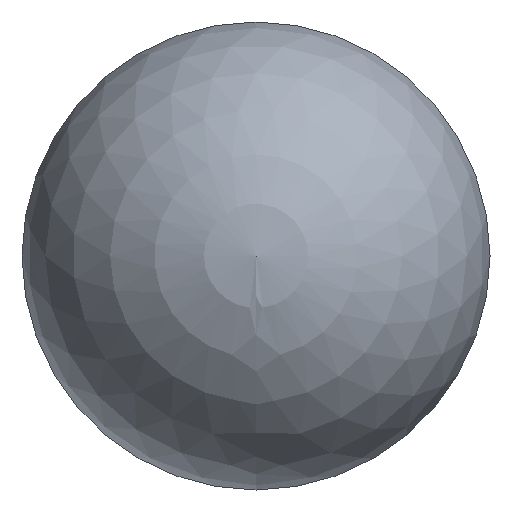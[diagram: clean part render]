
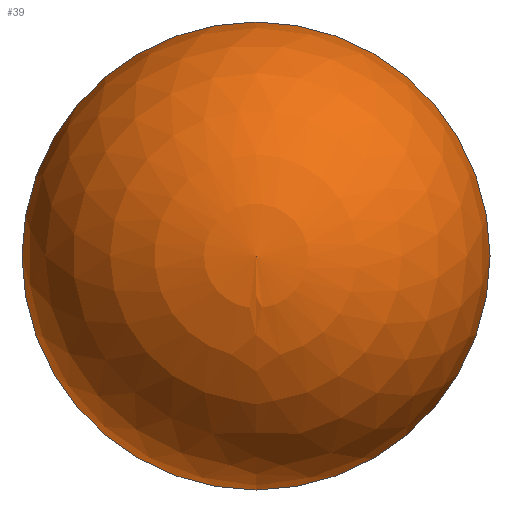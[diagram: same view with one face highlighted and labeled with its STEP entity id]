
A CAD part, front view. The second image highlights one B-rep face of the part: STEP entity #39.
In plain terms, the highlighted spherical face has radius 1.5 mm.
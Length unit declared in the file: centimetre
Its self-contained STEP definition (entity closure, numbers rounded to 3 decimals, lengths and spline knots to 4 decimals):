
#20=FACE_OUTER_BOUND('',#23,.T.);
#23=EDGE_LOOP('',(#33));
#27=CIRCLE('',#45,0.15);
#29=VERTEX_POINT('',#63);
#31=EDGE_CURVE('',#29,#29,#27,.T.);
#33=ORIENTED_EDGE('',*,*,#31,.T.);
#37=SPHERICAL_SURFACE('',#44,0.15);
#39=ADVANCED_FACE('',(#20),#37,.T.);
#44=AXIS2_PLACEMENT_3D('',#62,#51,#52);
#45=AXIS2_PLACEMENT_3D('',#64,#53,#54);
#51=DIRECTION('center_axis',(0.,1.,0.));
#52=DIRECTION('ref_axis',(0.,0.,-1.));
#53=DIRECTION('center_axis',(0.,-1.,0.));
#54=DIRECTION('ref_axis',(1.,0.,0.));
#62=CARTESIAN_POINT('Origin',(0.,0.15,0.));
#63=CARTESIAN_POINT('',(-0.15,0.15,0.));
#64=CARTESIAN_POINT('Origin',(0.,0.15,0.));
